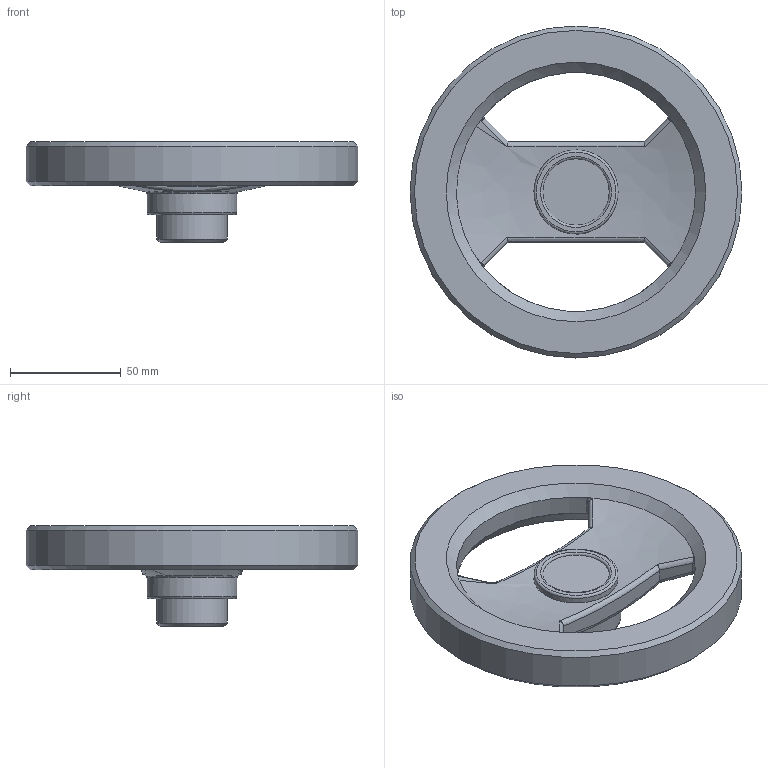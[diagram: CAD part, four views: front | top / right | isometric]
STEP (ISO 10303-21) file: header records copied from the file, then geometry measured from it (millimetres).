
FILE_DESCRIPTION( ( 'Unknown' ), '1' );
FILE_NAME( '6105010_VR2_150.stp', 'Unknown', ( 'Unknown' ), ( 'Unknown' ), 'PSStep 10.0', 'Unknown', ' ' );
FILE_SCHEMA( ( 'automotive_design' ) );
Length unit declared in the file: millimetre
Products named in the file (1): 6105010
Bounding box: 150 x 150 x 45.5 mm (x, y, z)
Volume: 237996.7 mm3; surface area: 45526.7 mm2
Topology: 1 solids, 2 shells, 65 faces, 161 edges, 99 vertices
Faces by surface type: bspline 26, plane 13, cylinder 12, cone 9, torus 5
Full cylindrical faces by diameter (mm): 6 x1, 25 x1, 32 x1, 38 x1, 40.6 x1, 150 x1
Entity records: 5924 total; most frequent: CARTESIAN_POINT 4235, ORIENTED_EDGE 256, DIRECTION 184, EDGE_CURVE 128, VERTEX_POINT 89, EDGE_LOOP 88, AXIS2_PLACEMENT_3D 86, FACE_OUTER_BOUND 74
